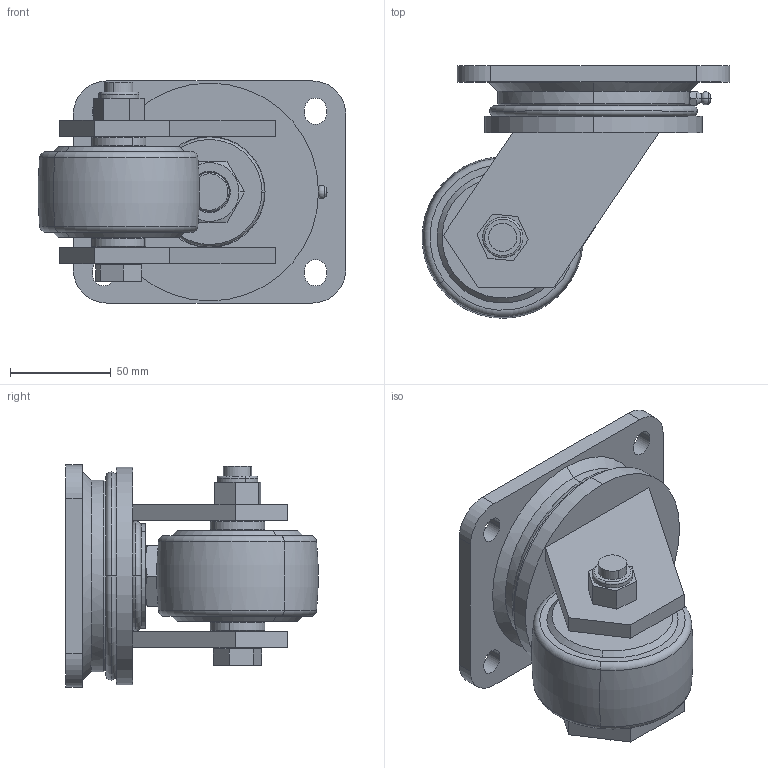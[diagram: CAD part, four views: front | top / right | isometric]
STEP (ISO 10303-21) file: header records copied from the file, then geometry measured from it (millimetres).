
FILE_DESCRIPTION (( 'STEP AP203' ), '1' );
FILE_NAME ('0028578K_LPSX_GPOS_080_K.STEP', '2012-02-15T08:43:05', ( ' ' ), ( '' ), 'SwSTEP 2.0', 'SolidWorks 2011', '' );
FILE_SCHEMA (( 'CONFIG_CONTROL_DESIGN' ));
Length unit declared in the file: millimetre
Products named in the file (1): 0028578K_LPSX_GPOS_080_K
Bounding box: 152.39 x 124.92 x 110 mm (x, y, z)
Volume: 532803.7 mm3; surface area: 142292.5 mm2
Topology: 7 solids, 13 shells, 270 faces, 604 edges, 371 vertices
Faces by surface type: plane 86, cylinder 76, cone 54, torus 50, sphere 2, bspline 2
Entity records: 8579 total; most frequent: CARTESIAN_POINT 2264, DIRECTION 1426, ORIENTED_EDGE 1202, EDGE_CURVE 601, AXIS2_PLACEMENT_3D 590, VERTEX_POINT 370, CIRCLE 321, EDGE_LOOP 317
